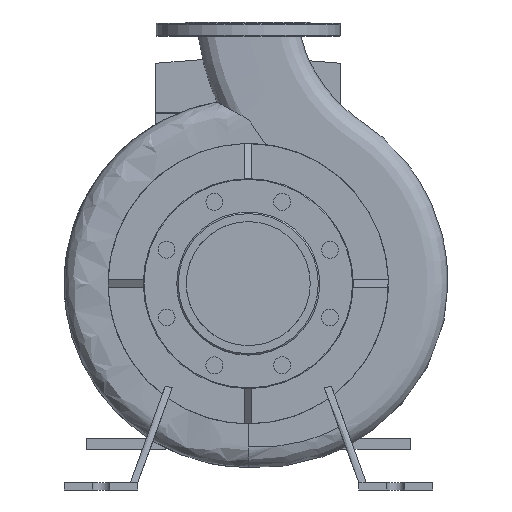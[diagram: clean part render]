
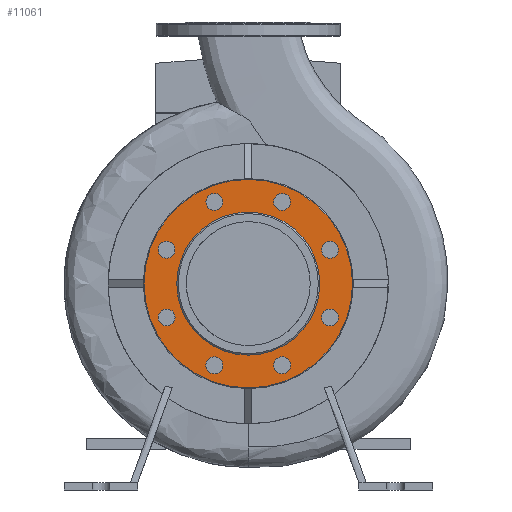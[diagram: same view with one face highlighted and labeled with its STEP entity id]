
A CAD part, left-side view. The second image highlights one B-rep face of the part: STEP entity #11061.
In plain terms, the highlighted planar face has unit normal (-1, 0, 0).
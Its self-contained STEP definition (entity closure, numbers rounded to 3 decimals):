
#320=FACE_BOUND('',#2184,.T.);
#321=FACE_BOUND('',#2185,.T.);
#322=FACE_BOUND('',#2186,.T.);
#323=FACE_BOUND('',#2187,.T.);
#324=FACE_BOUND('',#2188,.T.);
#325=FACE_BOUND('',#2189,.T.);
#326=FACE_BOUND('',#2190,.T.);
#327=FACE_BOUND('',#2191,.T.);
#328=FACE_BOUND('',#2192,.T.);
#440=CIRCLE('',#11784,11.5);
#442=CIRCLE('',#11787,11.5);
#444=CIRCLE('',#11790,11.5);
#446=CIRCLE('',#11793,11.5);
#448=CIRCLE('',#11796,11.5);
#450=CIRCLE('',#11799,11.5);
#452=CIRCLE('',#11802,11.5);
#454=CIRCLE('',#11805,11.5);
#455=CIRCLE('',#11807,97.);
#457=CIRCLE('',#11810,141.5);
#955=PLANE('',#11809);
#1434=FACE_OUTER_BOUND('',#2183,.T.);
#2183=EDGE_LOOP('',(#8521));
#2184=EDGE_LOOP('',(#8522));
#2185=EDGE_LOOP('',(#8523));
#2186=EDGE_LOOP('',(#8524));
#2187=EDGE_LOOP('',(#8525));
#2188=EDGE_LOOP('',(#8526));
#2189=EDGE_LOOP('',(#8527));
#2190=EDGE_LOOP('',(#8528));
#2191=EDGE_LOOP('',(#8529));
#2192=EDGE_LOOP('',(#8530));
#5220=VERTEX_POINT('',#17730);
#5222=VERTEX_POINT('',#17735);
#5224=VERTEX_POINT('',#17740);
#5226=VERTEX_POINT('',#17745);
#5228=VERTEX_POINT('',#17750);
#5230=VERTEX_POINT('',#17755);
#5232=VERTEX_POINT('',#17760);
#5234=VERTEX_POINT('',#17765);
#5235=VERTEX_POINT('',#17768);
#5237=VERTEX_POINT('',#17773);
#6437=EDGE_CURVE('',#5220,#5220,#440,.T.);
#6439=EDGE_CURVE('',#5222,#5222,#442,.T.);
#6441=EDGE_CURVE('',#5224,#5224,#444,.T.);
#6443=EDGE_CURVE('',#5226,#5226,#446,.T.);
#6445=EDGE_CURVE('',#5228,#5228,#448,.T.);
#6447=EDGE_CURVE('',#5230,#5230,#450,.T.);
#6449=EDGE_CURVE('',#5232,#5232,#452,.T.);
#6451=EDGE_CURVE('',#5234,#5234,#454,.T.);
#6452=EDGE_CURVE('',#5235,#5235,#455,.T.);
#6454=EDGE_CURVE('',#5237,#5237,#457,.T.);
#8521=ORIENTED_EDGE('',*,*,#6454,.T.);
#8522=ORIENTED_EDGE('',*,*,#6437,.F.);
#8523=ORIENTED_EDGE('',*,*,#6439,.F.);
#8524=ORIENTED_EDGE('',*,*,#6441,.F.);
#8525=ORIENTED_EDGE('',*,*,#6443,.F.);
#8526=ORIENTED_EDGE('',*,*,#6445,.F.);
#8527=ORIENTED_EDGE('',*,*,#6447,.F.);
#8528=ORIENTED_EDGE('',*,*,#6449,.F.);
#8529=ORIENTED_EDGE('',*,*,#6451,.F.);
#8530=ORIENTED_EDGE('',*,*,#6452,.F.);
#11061=ADVANCED_FACE('',(#1434,#320,#321,#322,#323,#324,#325,#326,#327,
#328),#955,.F.);
#11784=AXIS2_PLACEMENT_3D('',#17731,#13483,#13484);
#11787=AXIS2_PLACEMENT_3D('',#17736,#13489,#13490);
#11790=AXIS2_PLACEMENT_3D('',#17741,#13495,#13496);
#11793=AXIS2_PLACEMENT_3D('',#17746,#13501,#13502);
#11796=AXIS2_PLACEMENT_3D('',#17751,#13507,#13508);
#11799=AXIS2_PLACEMENT_3D('',#17756,#13513,#13514);
#11802=AXIS2_PLACEMENT_3D('',#17761,#13519,#13520);
#11805=AXIS2_PLACEMENT_3D('',#17766,#13525,#13526);
#11807=AXIS2_PLACEMENT_3D('',#17769,#13529,#13530);
#11809=AXIS2_PLACEMENT_3D('',#17772,#13533,#13534);
#11810=AXIS2_PLACEMENT_3D('',#17774,#13535,#13536);
#13483=DIRECTION('center_axis',(-1.,0.,0.));
#13484=DIRECTION('ref_axis',(0.,0.707,-0.707));
#13489=DIRECTION('center_axis',(-1.,0.,0.));
#13490=DIRECTION('ref_axis',(0.,1.,0.));
#13495=DIRECTION('center_axis',(-1.,0.,0.));
#13496=DIRECTION('ref_axis',(0.,0.707,0.707));
#13501=DIRECTION('center_axis',(-1.,0.,0.));
#13502=DIRECTION('ref_axis',(0.,0.,
1.));
#13507=DIRECTION('center_axis',(-1.,0.,0.));
#13508=DIRECTION('ref_axis',(0.,-0.707,0.707));
#13513=DIRECTION('center_axis',(-1.,0.,0.));
#13514=DIRECTION('ref_axis',(0.,-1.,0.));
#13519=DIRECTION('center_axis',(-1.,0.,0.));
#13520=DIRECTION('ref_axis',(0.,-0.707,-0.707));
#13525=DIRECTION('center_axis',(-1.,0.,0.));
#13526=DIRECTION('ref_axis',(0.,0.,-1.));
#13529=DIRECTION('center_axis',(-1.,0.,0.));
#13530=DIRECTION('ref_axis',(0.,-1.,0.));
#13533=DIRECTION('center_axis',(1.,0.,0.));
#13534=DIRECTION('ref_axis',(0.,0.,1.));
#13535=DIRECTION('center_axis',(-1.,0.,0.));
#13536=DIRECTION('ref_axis',(0.,-1.,0.));
#17730=CARTESIAN_POINT('',(-138.,-118.997,242.21));
#17731=CARTESIAN_POINT('Origin',(-138.,-110.866,234.078));
#17735=CARTESIAN_POINT('',(-138.,-57.422,169.134));
#17736=CARTESIAN_POINT('Origin',(-138.,-45.922,169.134));
#17740=CARTESIAN_POINT('',(-138.,37.79,161.003));
#17741=CARTESIAN_POINT('Origin',(-138.,45.922,169.134));
#17745=CARTESIAN_POINT('',(-138.,110.866,222.578));
#17746=CARTESIAN_POINT('Origin',(-138.,110.866,234.078));
#17750=CARTESIAN_POINT('',(-138.,118.997,317.79));
#17751=CARTESIAN_POINT('Origin',(-138.,110.866,325.922));
#17755=CARTESIAN_POINT('',(-138.,57.422,390.866));
#17756=CARTESIAN_POINT('Origin',(-138.,45.922,390.866));
#17760=CARTESIAN_POINT('',(-138.,-37.79,398.997));
#17761=CARTESIAN_POINT('Origin',(-138.,-45.922,390.866));
#17765=CARTESIAN_POINT('',(-138.,-110.866,337.422));
#17766=CARTESIAN_POINT('Origin',(-138.,-110.866,325.922));
#17768=CARTESIAN_POINT('',(-138.,-97.,280.));
#17769=CARTESIAN_POINT('Origin',(-138.,0.,280.));
#17772=CARTESIAN_POINT('Origin',(-138.,-119.25,280.));
#17773=CARTESIAN_POINT('',(-138.,-141.5,280.));
#17774=CARTESIAN_POINT('Origin',(-138.,0.,280.));
